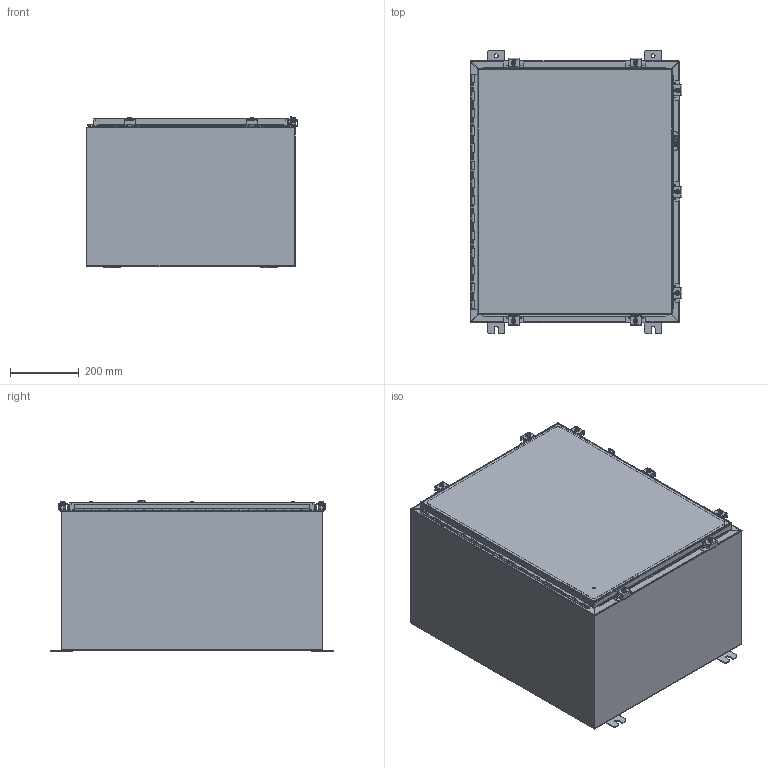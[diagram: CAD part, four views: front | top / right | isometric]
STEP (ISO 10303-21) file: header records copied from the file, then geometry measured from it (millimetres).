
FILE_DESCRIPTION((''),'2;1');
FILE_NAME('SSN4302416.iam.stp','2012-02-14T08:00:18',(''),(''),'Autodesk Inventor 2012','Autodesk Inventor 2012','');
FILE_SCHEMA(('AUTOMOTIVE_DESIGN { 1 0 10303 214 1 1 1 1 }'));
Length unit declared in the file: inch
Products named in the file (20): SSN4302416; SSN4302416LRS; 34871; 38412; SSN4302416BTB; 38846; 32912; 28x22; SSN43024LID; 32874-30; 32874-30T; 32874-30L; 32874-30P; 38859; 30824; 30824-1; HFW30825-2; HFW30825-3; HFW30825-4; 30818
Assembly tree (38 placements, depth 3):
  SSN4302416
    SSN4302416LRS  x2
    34871  x4
    38412
    SSN4302416BTB
    38846
    32912
    28x22
    SSN43024LID
    32874-30
      32874-30T
      32874-30L
      32874-30P
    38859  x4
    30824  x7
      30824-1
      HFW30825-2
      HFW30825-3
      HFW30825-4
    30818  x7
Bounding box: 617.49 x 825.5 x 440.82 mm (x, y, z)
Volume: 4444562.5 mm3; surface area: 4639738.9 mm2
Topology: 54 solids, 54 shells, 1585 faces, 4053 edges, 2625 vertices
Faces by surface type: plane 860, cylinder 498, bspline 116, torus 49, sphere 42, cone 20
Full cylindrical faces by diameter (mm): 2.794 x34, 3.048 x1, 3.967 x1, 5.359 x7, 6.35 x8, 7.137 x7, 8.382 x8, 8.56 x1, 8.89 x7, 11.125 x4, 12.7 x8, 13.208 x7, 15.875 x4
Entity records: 24877 total; most frequent: CARTESIAN_POINT 6217, DIRECTION 3650, ORIENTED_EDGE 3616, EDGE_CURVE 1808, VECTOR 1248, LINE 1248, AXIS2_PLACEMENT_3D 1201, VERTEX_POINT 1186
